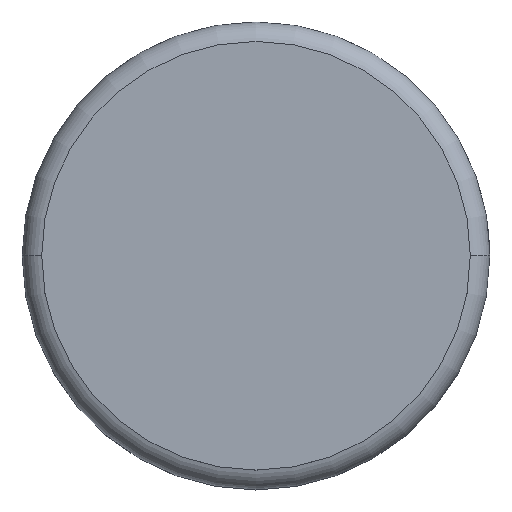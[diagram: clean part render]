
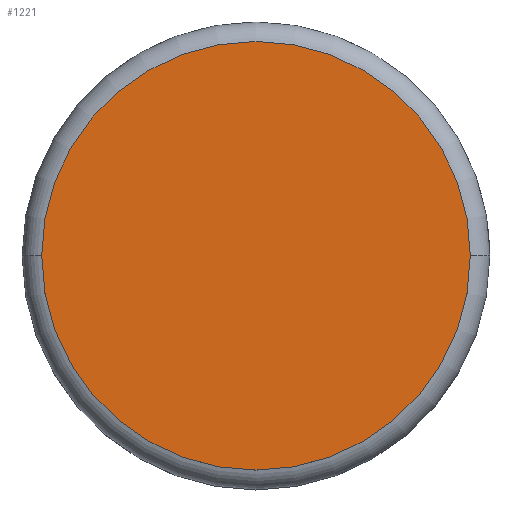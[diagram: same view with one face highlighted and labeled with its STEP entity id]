
A CAD part, top view. The second image highlights one B-rep face of the part: STEP entity #1221.
In plain terms, the highlighted planar face has unit normal (0, 0, 1).
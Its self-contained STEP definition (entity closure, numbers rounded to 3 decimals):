
#277 = EDGE_CURVE('',#278,#280,#282,.T.);
#278 = VERTEX_POINT('',#279);
#279 = CARTESIAN_POINT('',(-4.445,1.966,4.884));
#280 = VERTEX_POINT('',#281);
#281 = CARTESIAN_POINT('',(4.445,1.966,4.884));
#282 = CIRCLE('',#283,4.445);
#283 = AXIS2_PLACEMENT_3D('',#284,#285,#286);
#284 = CARTESIAN_POINT('',(0.,1.966,4.884));
#285 = DIRECTION('',(0.,0.,1.));
#286 = DIRECTION('',(-1.,0.,0.));
#1202 = EDGE_CURVE('',#280,#278,#1203,.T.);
#1203 = CIRCLE('',#1204,4.445);
#1204 = AXIS2_PLACEMENT_3D('',#1205,#1206,#1207);
#1205 = CARTESIAN_POINT('',(0.,1.966,4.884));
#1206 = DIRECTION('',(0.,0.,1.));
#1207 = DIRECTION('',(-1.,0.,0.));
#1221 = ADVANCED_FACE('',(#1222),#1226,.T.);
#1222 = FACE_BOUND('',#1223,.T.);
#1223 = EDGE_LOOP('',(#1224,#1225));
#1224 = ORIENTED_EDGE('',*,*,#1202,.T.);
#1225 = ORIENTED_EDGE('',*,*,#277,.T.);
#1226 = PLANE('',#1227);
#1227 = AXIS2_PLACEMENT_3D('',#1228,#1229,#1230);
#1228 = CARTESIAN_POINT('',(0.,1.966,4.884));
#1229 = DIRECTION('',(0.,0.,1.));
#1230 = DIRECTION('',(-1.,0.,0.));
